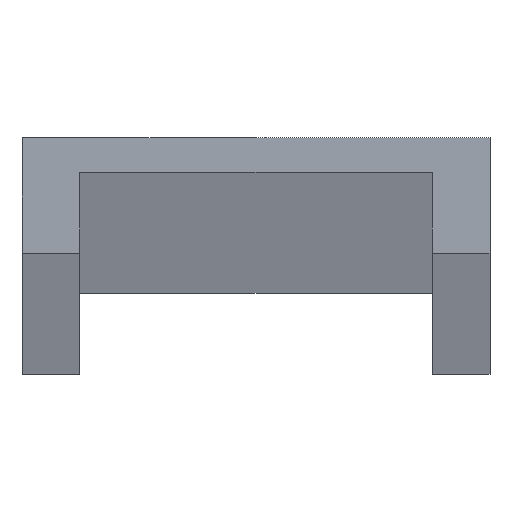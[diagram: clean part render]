
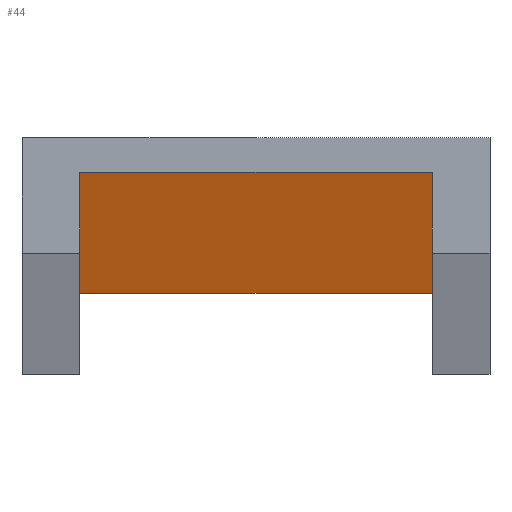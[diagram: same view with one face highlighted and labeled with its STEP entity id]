
A CAD part, top view. The second image highlights one B-rep face of the part: STEP entity #44.
In plain terms, the highlighted planar face has unit normal (0, -1, 0).
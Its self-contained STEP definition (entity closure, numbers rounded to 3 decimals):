
#5 = LINE ( 'NONE', #242, #128 ) ;
#18 = FACE_OUTER_BOUND ( 'NONE', #240, .T. ) ;
#24 = CARTESIAN_POINT ( 'NONE',  ( 15.25, -3., -6000. ) ) ;
#36 = CARTESIAN_POINT ( 'NONE',  ( -15.25, -3., -6000. ) ) ;
#44 = ADVANCED_FACE ( 'NONE', ( #18 ), #171, .T. ) ;
#54 = ORIENTED_EDGE ( 'NONE', *, *, #279, .T. ) ;
#63 = VERTEX_POINT ( 'NONE', #123 ) ;
#73 = DIRECTION ( 'NONE',  ( 1., 0., 0. ) ) ;
#89 = VERTEX_POINT ( 'NONE', #221 ) ;
#122 = CARTESIAN_POINT ( 'NONE',  ( 15.25, -3., -6000. ) ) ;
#123 = CARTESIAN_POINT ( 'NONE',  ( -15.25, -3., 0. ) ) ;
#127 = LINE ( 'NONE', #206, #316 ) ;
#128 = VECTOR ( 'NONE', #161, 1000. ) ;
#135 = CARTESIAN_POINT ( 'NONE',  ( 15.25, -3., -6000. ) ) ;
#161 = DIRECTION ( 'NONE',  ( 0., 0., 1. ) ) ;
#165 = VERTEX_POINT ( 'NONE', #310 ) ;
#171 = PLANE ( 'NONE',  #261 ) ;
#196 = VECTOR ( 'NONE', #317, 1000. ) ;
#206 = CARTESIAN_POINT ( 'NONE',  ( 15.25, -3., 0. ) ) ;
#213 = LINE ( 'NONE', #36, #196 ) ;
#221 = CARTESIAN_POINT ( 'NONE',  ( 15.25, -3., 0. ) ) ;
#222 = VECTOR ( 'NONE', #73, 1000. ) ;
#223 = DIRECTION ( 'NONE',  ( 1., 0., 0. ) ) ;
#237 = ORIENTED_EDGE ( 'NONE', *, *, #327, .T. ) ;
#240 = EDGE_LOOP ( 'NONE', ( #334, #254, #54, #237 ) ) ;
#242 = CARTESIAN_POINT ( 'NONE',  ( 15.25, -3., -6000. ) ) ;
#249 = DIRECTION ( 'NONE',  ( 0., -1., 0. ) ) ;
#254 = ORIENTED_EDGE ( 'NONE', *, *, #315, .F. ) ;
#257 = DIRECTION ( 'NONE',  ( 1., 0., 0. ) ) ;
#261 = AXIS2_PLACEMENT_3D ( 'NONE', #122, #249, #223 ) ;
#279 = EDGE_CURVE ( 'NONE', #165, #319, #284, .T. ) ;
#284 = LINE ( 'NONE', #24, #222 ) ;
#292 = EDGE_CURVE ( 'NONE', #63, #89, #127, .T. ) ;
#310 = CARTESIAN_POINT ( 'NONE',  ( -15.25, -3., -6000. ) ) ;
#315 = EDGE_CURVE ( 'NONE', #165, #63, #213, .T. ) ;
#316 = VECTOR ( 'NONE', #257, 1000. ) ;
#317 = DIRECTION ( 'NONE',  ( 0., 0., 1. ) ) ;
#319 = VERTEX_POINT ( 'NONE', #135 ) ;
#327 = EDGE_CURVE ( 'NONE', #319, #89, #5, .T. ) ;
#334 = ORIENTED_EDGE ( 'NONE', *, *, #292, .F. ) ;
